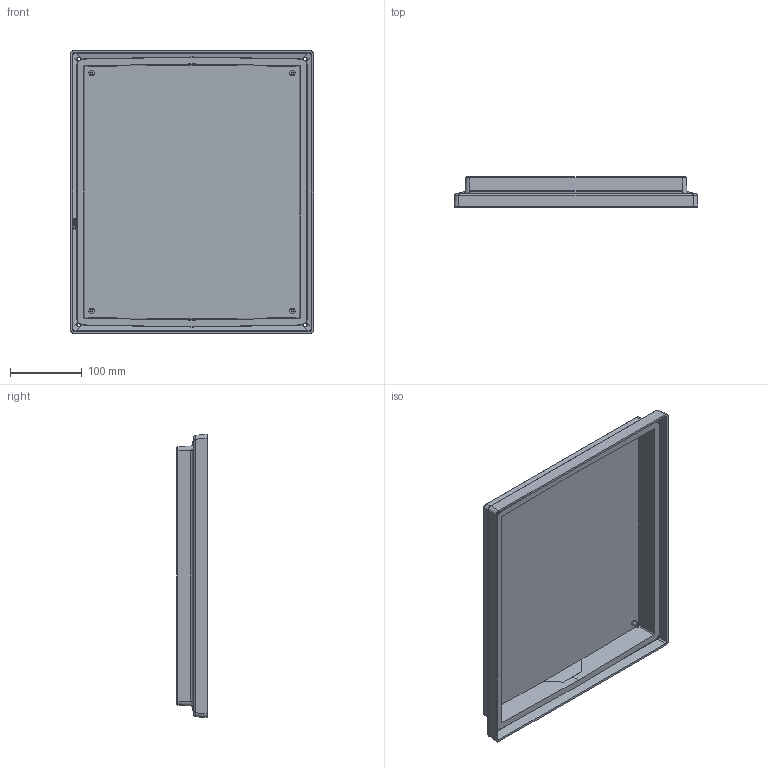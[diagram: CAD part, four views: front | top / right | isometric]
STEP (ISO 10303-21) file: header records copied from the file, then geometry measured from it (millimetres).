
FILE_DESCRIPTION (( 'STEP AP214' ), '1' );
FILE_NAME ('14x12_screw_cover.STEP', '2009-07-01T10:13:26', ( '' ), ( '' ), 'SwSTEP 2.0', 'SolidWorks 2008', '' );
FILE_SCHEMA (( 'AUTOMOTIVE_DESIGN' ));
Length unit declared in the file: millimetre
Products named in the file (1): 14x12_screw_cover
Bounding box: 338.84 x 42 x 393.34 mm (x, y, z)
Volume: 766908.1 mm3; surface area: 386693.5 mm2
Topology: 1 solids, 1 shells, 233 faces, 634 edges, 420 vertices
Faces by surface type: plane 88, bspline 67, cylinder 66, cone 12
Entity records: 11257 total; most frequent: CARTESIAN_POINT 6052, ORIENTED_EDGE 1268, DIRECTION 791, EDGE_CURVE 634, VERTEX_POINT 420, VECTOR 293, LINE 293, EDGE_LOOP 258
